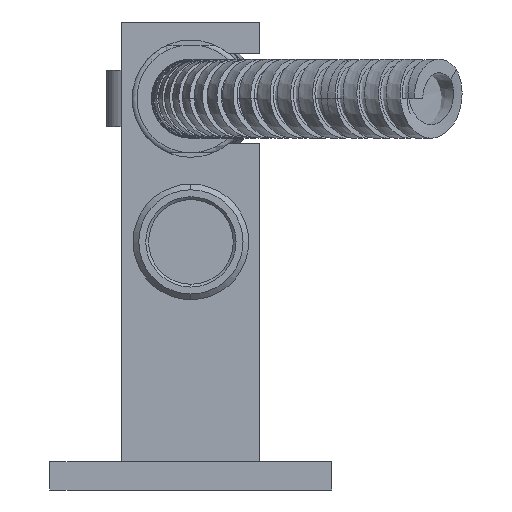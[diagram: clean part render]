
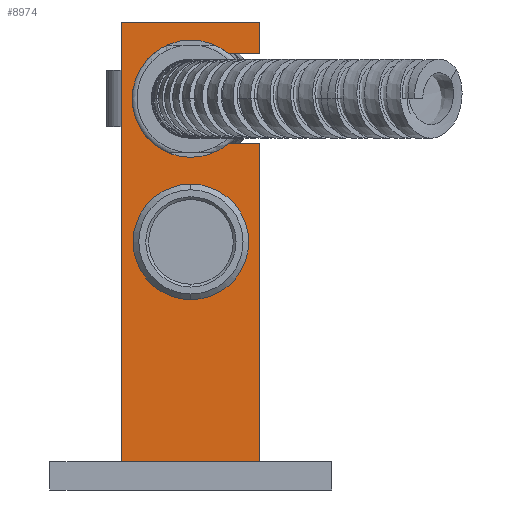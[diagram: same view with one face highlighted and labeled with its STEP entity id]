
A CAD part, front view. The second image highlights one B-rep face of the part: STEP entity #8974.
In plain terms, the highlighted planar face has unit normal (0, -1, 0).
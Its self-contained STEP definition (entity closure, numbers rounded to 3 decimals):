
#139=DIRECTION('',(0.,0.,1.));
#140=VECTOR('',#139,56.4);
#141=CARTESIAN_POINT('',(12.25,-12.25,0.));
#142=LINE('',#141,#140);
#151=DIRECTION('',(0.,0.,1.));
#152=VECTOR('',#151,78.);
#153=CARTESIAN_POINT('',(-12.25,-12.25,0.));
#154=LINE('',#153,#152);
#155=DIRECTION('',(-1.,0.,0.));
#156=VECTOR('',#155,5.605);
#157=CARTESIAN_POINT('',(12.25,-12.25,72.4));
#158=LINE('',#157,#156);
#159=DIRECTION('',(-1.,0.,0.));
#160=VECTOR('',#159,5.605);
#161=CARTESIAN_POINT('',(12.25,-12.25,56.4));
#162=LINE('',#161,#160);
#163=DIRECTION('',(1.,0.,0.));
#164=VECTOR('',#163,24.5);
#165=CARTESIAN_POINT('',(-12.25,-12.25,0.));
#166=LINE('',#165,#164);
#167=CARTESIAN_POINT('',(0.,-12.25,39.));
#168=DIRECTION('',(0.,-1.,0.));
#169=DIRECTION('',(0.,0.,-1.));
#170=AXIS2_PLACEMENT_3D('',#167,#168,#169);
#172=CARTESIAN_POINT('',(0.,-12.25,39.));
#173=DIRECTION('',(0.,-1.,0.));
#174=DIRECTION('',(0.,0.,1.));
#175=AXIS2_PLACEMENT_3D('',#172,#173,#174);
#193=DIRECTION('',(1.,0.,0.));
#194=VECTOR('',#193,24.5);
#195=CARTESIAN_POINT('',(-12.25,-12.25,78.));
#196=LINE('',#195,#194);
#205=DIRECTION('',(0.,0.,1.));
#206=VECTOR('',#205,5.6);
#207=CARTESIAN_POINT('',(12.25,-12.25,72.4));
#208=LINE('',#207,#206);
#7270=CARTESIAN_POINT('',(0.,-12.25,64.4));
#7271=DIRECTION('',(0.,1.,0.));
#7272=DIRECTION('',(0.639,0.,-0.769));
#7273=AXIS2_PLACEMENT_3D('',#7270,#7271,#7272);
#7447=CARTESIAN_POINT('',(-12.25,-12.25,78.));
#7448=VERTEX_POINT('',#7447);
#7449=CARTESIAN_POINT('',(12.25,-12.25,78.));
#7450=VERTEX_POINT('',#7449);
#7467=CARTESIAN_POINT('',(0.,-12.25,28.75));
#7468=CARTESIAN_POINT('',(0.,-12.25,49.25));
#7469=VERTEX_POINT('',#7467);
#7470=VERTEX_POINT('',#7468);
#7491=CARTESIAN_POINT('',(12.25,-12.25,72.4));
#7492=CARTESIAN_POINT('',(6.645,-12.25,72.4));
#7493=VERTEX_POINT('',#7491);
#7494=VERTEX_POINT('',#7492);
#7495=CARTESIAN_POINT('',(12.25,-12.25,56.4));
#7496=CARTESIAN_POINT('',(6.645,-12.25,56.4));
#7497=VERTEX_POINT('',#7495);
#7498=VERTEX_POINT('',#7496);
#7531=CARTESIAN_POINT('',(-12.25,-12.25,0.));
#7532=VERTEX_POINT('',#7531);
#7533=CARTESIAN_POINT('',(12.25,-12.25,0.));
#7534=VERTEX_POINT('',#7533);
#8948=CARTESIAN_POINT('',(-12.25,-12.25,0.));
#8949=DIRECTION('',(0.,-1.,0.));
#8950=DIRECTION('',(1.,0.,0.));
#8951=AXIS2_PLACEMENT_3D('',#8948,#8949,#8950);
#8952=PLANE('',#8951);
#8954=ORIENTED_EDGE('',*,*,#8953,.T.);
#8956=ORIENTED_EDGE('',*,*,#8955,.T.);
#8958=ORIENTED_EDGE('',*,*,#8957,.F.);
#8960=ORIENTED_EDGE('',*,*,#8959,.T.);
#8962=ORIENTED_EDGE('',*,*,#8961,.F.);
#8963=ORIENTED_EDGE('',*,*,#8928,.F.);
#8964=ORIENTED_EDGE('',*,*,#8940,.F.);
#8965=ORIENTED_EDGE('',*,*,#8811,.F.);
#8966=EDGE_LOOP('',(#8954,#8956,#8958,#8960,#8962,#8963,#8964,#8965));
#8967=FACE_OUTER_BOUND('',#8966,.F.);
#8969=ORIENTED_EDGE('',*,*,#8968,.T.);
#8971=ORIENTED_EDGE('',*,*,#8970,.T.);
#8972=EDGE_LOOP('',(#8969,#8971));
#8973=FACE_BOUND('',#8972,.F.);
#8974=ADVANCED_FACE('',(#8967,#8973),#8952,.T.);
#171=CIRCLE('',#170,10.25);
#176=CIRCLE('',#175,10.25);
#7274=CIRCLE('',#7273,10.4);
#8811=EDGE_CURVE('',#7532,#7534,#166,.T.);
#8928=EDGE_CURVE('',#7497,#7498,#162,.T.);
#8940=EDGE_CURVE('',#7534,#7497,#142,.T.);
#8953=EDGE_CURVE('',#7532,#7448,#154,.T.);
#8955=EDGE_CURVE('',#7448,#7450,#196,.T.);
#8957=EDGE_CURVE('',#7493,#7450,#208,.T.);
#8959=EDGE_CURVE('',#7493,#7494,#158,.T.);
#8961=EDGE_CURVE('',#7498,#7494,#7274,.T.);
#8968=EDGE_CURVE('',#7469,#7470,#171,.T.);
#8970=EDGE_CURVE('',#7470,#7469,#176,.T.);
